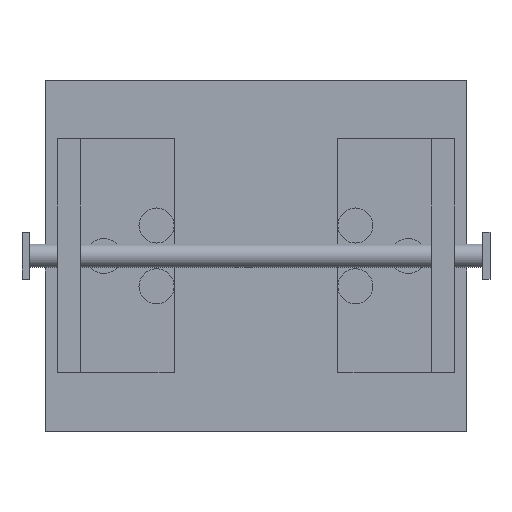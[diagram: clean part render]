
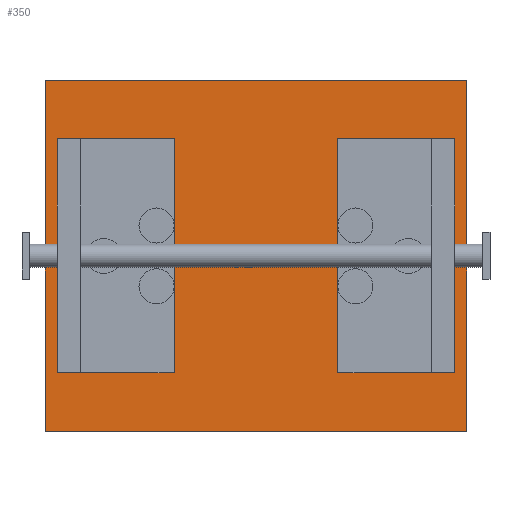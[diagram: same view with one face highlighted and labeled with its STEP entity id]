
A CAD part, top view. The second image highlights one B-rep face of the part: STEP entity #350.
In plain terms, the highlighted planar face has unit normal (0, 0, 1).
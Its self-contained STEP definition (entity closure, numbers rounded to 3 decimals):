
#350=ADVANCED_FACE('', (#360,#370,#380,#390,#400,#410,#420), #430, .T.);
#2190=AXIS2_PLACEMENT_3D('Ax2Pl3d', #2200, #2210, #2220);
#2230=AXIS2_PLACEMENT_3D('Ax2Pl3d', #2240, #2250, #2260);
#2270=AXIS2_PLACEMENT_3D('Ax2Pl3d', #2280, #2290, #2300);
#2310=AXIS2_PLACEMENT_3D('Ax2Pl3d', #2320, #2330, #2340);
#2350=AXIS2_PLACEMENT_3D('Ax2Pl3d', #2360, #2370, #2380);
#2390=AXIS2_PLACEMENT_3D('Ax2Pl3d', #2400, #2410, #2420);
#2430=AXIS2_PLACEMENT_3D('Ax2Pl3d', #2440, #2450, #2460);
#2200=CARTESIAN_POINT('HicPkt', (0.,0.,20.));
#6850=CARTESIAN_POINT('', (180.,0.,20.));
#6860=CARTESIAN_POINT('', (0.,0.,20.));
#6870=CARTESIAN_POINT('', (180.,0.,20.));
#6880=CARTESIAN_POINT('', (180.,150.,20.));
#6890=CARTESIAN_POINT('', (180.,150.,20.));
#6900=CARTESIAN_POINT('', (0.,150.,20.));
#6910=CARTESIAN_POINT('', (0.,150.,20.));
#6920=CARTESIAN_POINT('', (0.,0.,20.));
#2240=CARTESIAN_POINT('HicPkt', (47.5,87.99,20.));
#6930=CARTESIAN_POINT('', (42.5,87.99,20.));
#2280=CARTESIAN_POINT('HicPkt', (47.5,62.01,20.));
#6940=CARTESIAN_POINT('', (42.5,62.01,20.));
#2320=CARTESIAN_POINT('HicPkt', (132.5,62.01,20.));
#6950=CARTESIAN_POINT('', (127.5,62.01,20.));
#2360=CARTESIAN_POINT('HicPkt', (132.5,87.99,20.));
#6960=CARTESIAN_POINT('', (127.5,87.99,20.));
#2400=CARTESIAN_POINT('HicPkt', (25.,75.,20.));
#6970=CARTESIAN_POINT('', (20.,75.,20.));
#2440=CARTESIAN_POINT('HicPkt', (155.,75.,20.));
#6980=CARTESIAN_POINT('', (150.,75.,20.));
#8030=CIRCLE('Circle', #2230, 5.);
#8040=CIRCLE('Circle', #2270, 5.);
#8050=CIRCLE('Circle', #2310, 5.);
#8060=CIRCLE('Circle', #2350, 5.);
#8070=CIRCLE('Circle', #2390, 5.);
#8080=CIRCLE('Circle', #2430, 5.);
#2210=DIRECTION('Axis', (0.,0.,1.));
#2220=DIRECTION('RefDirection', (1.,0.,0.));
#10420=DIRECTION('', (1.,0.,0.));
#10430=DIRECTION('', (0.,1.,0.));
#10440=DIRECTION('', (-1.,0.,0.));
#10450=DIRECTION('', (0.,-1.,0.));
#2250=DIRECTION('Axis', (0.,0.,-1.));
#2260=DIRECTION('RefDirection', (-1.,0.,0.));
#2290=DIRECTION('Axis', (0.,0.,-1.));
#2300=DIRECTION('RefDirection', (-1.,0.,0.));
#2330=DIRECTION('Axis', (0.,0.,-1.));
#2340=DIRECTION('RefDirection', (-1.,0.,0.));
#2370=DIRECTION('Axis', (0.,0.,-1.));
#2380=DIRECTION('RefDirection', (-1.,0.,0.));
#2410=DIRECTION('Axis', (0.,0.,-1.));
#2420=DIRECTION('RefDirection', (-1.,0.,0.));
#2450=DIRECTION('Axis', (0.,0.,-1.));
#2460=DIRECTION('RefDirection', (-1.,0.,0.));
#10840=EDGE_CURVE('', #10850, #10860, #10870, .T.);
#10880=EDGE_CURVE('', #10860, #10890, #10900, .T.);
#10910=EDGE_CURVE('', #10890, #10920, #10930, .T.);
#10940=EDGE_CURVE('', #10920, #10850, #10950, .T.);
#10960=EDGE_CURVE('', #10970, #10970, #8030, .T.);
#10980=EDGE_CURVE('', #10990, #10990, #8040, .T.);
#11000=EDGE_CURVE('', #11010, #11010, #8050, .T.);
#11020=EDGE_CURVE('', #11030, #11030, #8060, .T.);
#11040=EDGE_CURVE('', #11050, #11050, #8070, .T.);
#11060=EDGE_CURVE('', #11070, #11070, #8080, .T.);
#12520=EDGE_LOOP('Edge_loop', (#12530,#12540,#12550,#12560));
#12570=EDGE_LOOP('Edge_loop', (#12580));
#12590=EDGE_LOOP('Edge_loop', (#12600));
#12610=EDGE_LOOP('Edge_loop', (#12620));
#12630=EDGE_LOOP('Edge_loop', (#12640));
#12650=EDGE_LOOP('Edge_loop', (#12660));
#12670=EDGE_LOOP('Edge_loop', (#12680));
#370=FACE_BOUND('', #12570, .T.);
#380=FACE_BOUND('', #12590, .T.);
#390=FACE_BOUND('', #12610, .T.);
#400=FACE_BOUND('', #12630, .T.);
#410=FACE_BOUND('', #12650, .T.);
#420=FACE_BOUND('', #12670, .T.);
#360=FACE_OUTER_BOUND('Face_outer_bound', #12520, .T.);
#10870=LINE('Line', #6850, #15850);
#10900=LINE('Line', #6880, #15860);
#10930=LINE('Line', #6900, #15870);
#10950=LINE('Line', #6920, #15880);
#12530=ORIENTED_EDGE('', *, *, #10840, .T.);
#12540=ORIENTED_EDGE('', *, *, #10880, .T.);
#12550=ORIENTED_EDGE('', *, *, #10910, .T.);
#12560=ORIENTED_EDGE('', *, *, #10940, .T.);
#12580=ORIENTED_EDGE('', *, *, #10960, .T.);
#12600=ORIENTED_EDGE('', *, *, #10980, .T.);
#12620=ORIENTED_EDGE('', *, *, #11000, .T.);
#12640=ORIENTED_EDGE('', *, *, #11020, .T.);
#12660=ORIENTED_EDGE('', *, *, #11040, .T.);
#12680=ORIENTED_EDGE('', *, *, #11060, .T.);
#430=PLANE('Plane', #2190);
#15850=VECTOR('', #10420, 180.);
#15860=VECTOR('', #10430, 150.);
#15870=VECTOR('', #10440, 180.);
#15880=VECTOR('', #10450, 150.);
#10850=VERTEX_POINT('', #6860);
#10860=VERTEX_POINT('', #6870);
#10890=VERTEX_POINT('', #6890);
#10920=VERTEX_POINT('', #6910);
#10970=VERTEX_POINT('', #6930);
#10990=VERTEX_POINT('', #6940);
#11010=VERTEX_POINT('', #6950);
#11030=VERTEX_POINT('', #6960);
#11050=VERTEX_POINT('', #6970);
#11070=VERTEX_POINT('', #6980);
